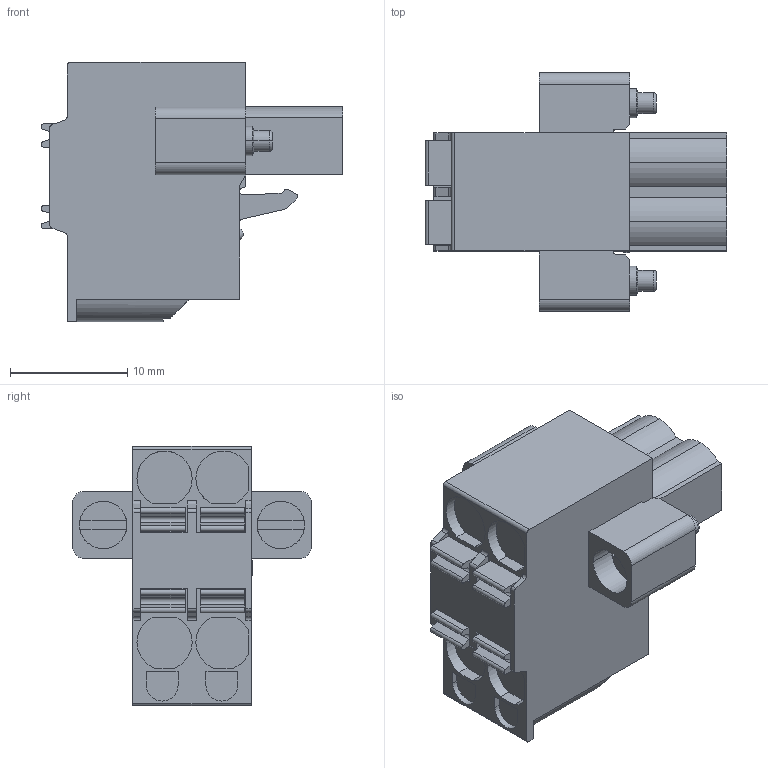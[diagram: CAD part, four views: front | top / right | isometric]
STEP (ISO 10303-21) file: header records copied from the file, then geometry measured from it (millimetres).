
FILE_DESCRIPTION((''),'2;1');
FILE_NAME('TLPS-309-02P-X','2024-10-11T16:12:31',('tluser'),(''),'CREO PARAMETRIC BY PTC INC, 2018100','CREO PARAMETRIC BY PTC INC, 2018100','');
FILE_SCHEMA(('CONFIG_CONTROL_DESIGN'));
Length unit declared in the file: millimetre
Products named in the file (1): TLPS-309-02P-X
Bounding box: 25.72 x 20.32 x 22.1 mm (x, y, z)
Volume: 4050.9 mm3; surface area: 2365.7 mm2
Topology: 1 solids, 1 shells, 227 faces, 623 edges, 417 vertices
Faces by surface type: plane 145, cylinder 72, cone 4, torus 4, sphere 2
Entity records: 7289 total; most frequent: CARTESIAN_POINT 1285, DIRECTION 1263, ORIENTED_EDGE 1242, EDGE_CURVE 621, VECTOR 425, LINE 425, AXIS2_PLACEMENT_3D 419, VERTEX_POINT 417
